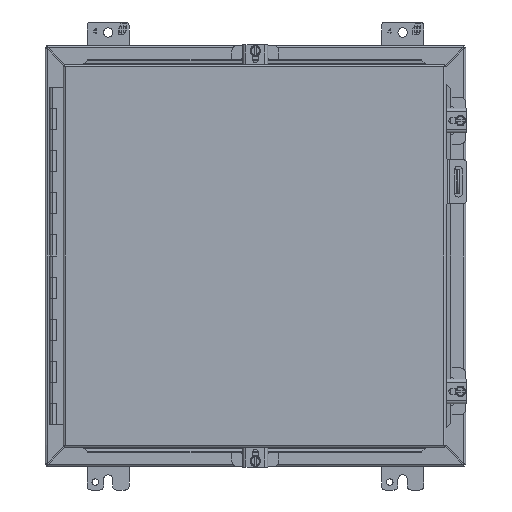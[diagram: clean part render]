
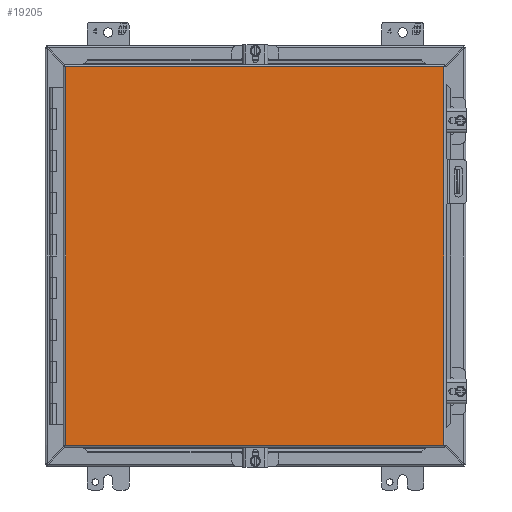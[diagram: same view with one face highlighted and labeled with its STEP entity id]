
A CAD part, front view. The second image highlights one B-rep face of the part: STEP entity #19205.
In plain terms, the highlighted planar face has unit normal (0, -1, 0).
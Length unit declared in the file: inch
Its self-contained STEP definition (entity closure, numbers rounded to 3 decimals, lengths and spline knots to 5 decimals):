
#3938 = CARTESIAN_POINT ( 'NONE',  ( 8.955, -7.21, 8.9945 ) ) ;
#4452 = ORIENTED_EDGE ( 'NONE', *, *, #5438, .F. ) ;
#5438 = EDGE_CURVE ( 'NONE', #25506, #47646, #20633, .T. ) ;
#9476 = LINE ( 'NONE', #31699, #34726 ) ;
#10573 = ORIENTED_EDGE ( 'NONE', *, *, #13806, .F. ) ;
#10657 = LINE ( 'NONE', #17561, #15786 ) ;
#10766 = VERTEX_POINT ( 'NONE', #3938 ) ;
#10871 = CARTESIAN_POINT ( 'NONE',  ( -9.017, -7.21, -8.9945 ) ) ;
#11146 = VECTOR ( 'NONE', #21120, 39.37008 ) ;
#13806 = EDGE_CURVE ( 'NONE', #10766, #20992, #10657, .T. ) ;
#15221 = VECTOR ( 'NONE', #24576, 39.37008 ) ;
#15786 = VECTOR ( 'NONE', #25712, 39.37008 ) ;
#15852 = AXIS2_PLACEMENT_3D ( 'NONE', #10871, #48616, #33086 ) ;
#17561 = CARTESIAN_POINT ( 'NONE',  ( 8.955, -7.21, 8.9945 ) ) ;
#17771 = PLANE ( 'NONE',  #15852 ) ;
#19205 = ADVANCED_FACE ( 'NONE', ( #37022 ), #17771, .T. ) ;
#20633 = LINE ( 'NONE', #36185, #11146 ) ;
#20992 = VERTEX_POINT ( 'NONE', #40950 ) ;
#21120 = DIRECTION ( 'NONE',  ( 0., 0., 1. ) ) ;
#24023 = CARTESIAN_POINT ( 'NONE',  ( -9.017, -7.21, -8.9945 ) ) ;
#24576 = DIRECTION ( 'NONE',  ( 1., 0., 0. ) ) ;
#25192 = EDGE_CURVE ( 'NONE', #47646, #10766, #38638, .T. ) ;
#25506 = VERTEX_POINT ( 'NONE', #24023 ) ;
#25712 = DIRECTION ( 'NONE',  ( 0., 0., -1. ) ) ;
#28273 = CARTESIAN_POINT ( 'NONE',  ( -9.017, -7.21, 8.9945 ) ) ;
#31699 = CARTESIAN_POINT ( 'NONE',  ( 8.955, -7.21, -8.9945 ) ) ;
#33086 = DIRECTION ( 'NONE',  ( 0., 0., -1. ) ) ;
#34360 = EDGE_CURVE ( 'NONE', #20992, #25506, #9476, .T. ) ;
#34726 = VECTOR ( 'NONE', #39322, 39.37008 ) ;
#36185 = CARTESIAN_POINT ( 'NONE',  ( -9.017, -7.21, -8.9945 ) ) ;
#36378 = ORIENTED_EDGE ( 'NONE', *, *, #34360, .F. ) ;
#37022 = FACE_OUTER_BOUND ( 'NONE', #42318, .T. ) ;
#38638 = LINE ( 'NONE', #28273, #15221 ) ;
#39322 = DIRECTION ( 'NONE',  ( -1., 0., 0. ) ) ;
#40950 = CARTESIAN_POINT ( 'NONE',  ( 8.955, -7.21, -8.9945 ) ) ;
#42061 = ORIENTED_EDGE ( 'NONE', *, *, #25192, .F. ) ;
#42318 = EDGE_LOOP ( 'NONE', ( #10573, #42061, #4452, #36378 ) ) ;
#45762 = CARTESIAN_POINT ( 'NONE',  ( -9.017, -7.21, 8.9945 ) ) ;
#47646 = VERTEX_POINT ( 'NONE', #45762 ) ;
#48616 = DIRECTION ( 'NONE',  ( 0., -1., 0. ) ) ;
